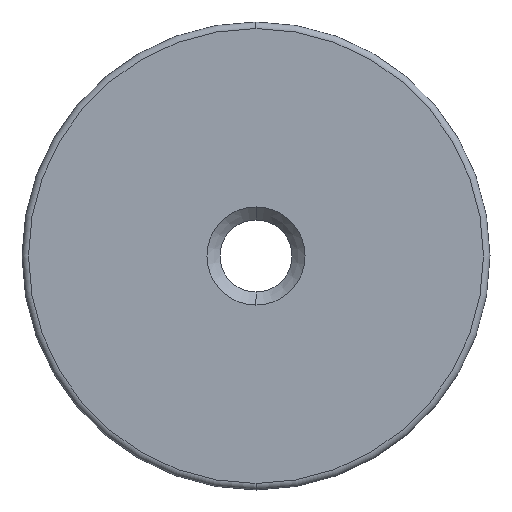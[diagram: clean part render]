
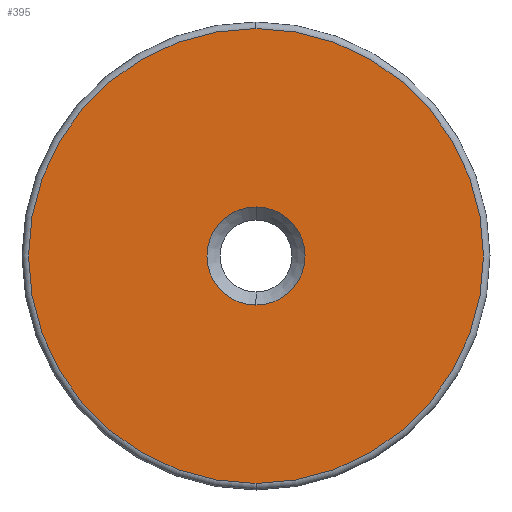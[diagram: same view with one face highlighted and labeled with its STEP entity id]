
A CAD part, left-side view. The second image highlights one B-rep face of the part: STEP entity #395.
In plain terms, the highlighted planar face has unit normal (-1, 0, 0).
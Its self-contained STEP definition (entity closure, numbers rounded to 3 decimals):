
#17 = VERTEX_POINT ( 'NONE', #287 ) ;
#18 = DIRECTION ( 'NONE',  ( 0., 0., 1. ) ) ;
#37 = ORIENTED_EDGE ( 'NONE', *, *, #213, .T. ) ;
#48 = DIRECTION ( 'NONE',  ( 0., 0., -1. ) ) ;
#52 = CIRCLE ( 'NONE', #194, 7.5 ) ;
#70 = CARTESIAN_POINT ( 'NONE',  ( -25., 0., 5.5 ) ) ;
#87 = DIRECTION ( 'NONE',  ( 1., 0., 0. ) ) ;
#95 = VERTEX_POINT ( 'NONE', #158 ) ;
#103 = CIRCLE ( 'NONE', #385, 7.5 ) ;
#117 = AXIS2_PLACEMENT_3D ( 'NONE', #70, #348, #311 ) ;
#127 = DIRECTION ( 'NONE',  ( 0., 0., -1. ) ) ;
#133 = PLANE ( 'NONE',  #320 ) ;
#136 = VERTEX_POINT ( 'NONE', #497 ) ;
#138 = DIRECTION ( 'NONE',  ( -1., 0., 0. ) ) ;
#158 = CARTESIAN_POINT ( 'NONE',  ( -25., 0., 13. ) ) ;
#162 = DIRECTION ( 'NONE',  ( 1., 0., 0. ) ) ;
#180 = DIRECTION ( 'NONE',  ( 0., 0., -1. ) ) ;
#194 = AXIS2_PLACEMENT_3D ( 'NONE', #496, #162, #127 ) ;
#210 = ORIENTED_EDGE ( 'NONE', *, *, #372, .F. ) ;
#213 = EDGE_CURVE ( 'NONE', #136, #95, #52, .T. ) ;
#222 = CIRCLE ( 'NONE', #340, 34.764 ) ;
#224 = EDGE_CURVE ( 'NONE', #425, #17, #222, .T. ) ;
#245 = CARTESIAN_POINT ( 'NONE',  ( -25., 0., -2. ) ) ;
#248 = CARTESIAN_POINT ( 'NONE',  ( -25., 0., 5.5 ) ) ;
#256 = CIRCLE ( 'NONE', #117, 34.764 ) ;
#283 = CARTESIAN_POINT ( 'NONE',  ( -25., 0., -29.264 ) ) ;
#287 = CARTESIAN_POINT ( 'NONE',  ( -25., 0., 40.264 ) ) ;
#289 = EDGE_LOOP ( 'NONE', ( #359, #210 ) ) ;
#296 = FACE_BOUND ( 'NONE', #387, .T. ) ;
#311 = DIRECTION ( 'NONE',  ( 0., 0., -1. ) ) ;
#320 = AXIS2_PLACEMENT_3D ( 'NONE', #245, #138, #18 ) ;
#328 = DIRECTION ( 'NONE',  ( 1., 0., 0. ) ) ;
#330 = ORIENTED_EDGE ( 'NONE', *, *, #408, .T. ) ;
#340 = AXIS2_PLACEMENT_3D ( 'NONE', #475, #328, #180 ) ;
#348 = DIRECTION ( 'NONE',  ( 1., 0., 0. ) ) ;
#359 = ORIENTED_EDGE ( 'NONE', *, *, #224, .F. ) ;
#372 = EDGE_CURVE ( 'NONE', #17, #425, #256, .T. ) ;
#385 = AXIS2_PLACEMENT_3D ( 'NONE', #248, #87, #48 ) ;
#387 = EDGE_LOOP ( 'NONE', ( #330, #37 ) ) ;
#395 = ADVANCED_FACE ( 'NONE', ( #296, #481 ), #133, .T. ) ;
#408 = EDGE_CURVE ( 'NONE', #95, #136, #103, .T. ) ;
#425 = VERTEX_POINT ( 'NONE', #283 ) ;
#475 = CARTESIAN_POINT ( 'NONE',  ( -25., 0., 5.5 ) ) ;
#481 = FACE_OUTER_BOUND ( 'NONE', #289, .T. ) ;
#496 = CARTESIAN_POINT ( 'NONE',  ( -25., 0., 5.5 ) ) ;
#497 = CARTESIAN_POINT ( 'NONE',  ( -25., 0., -2. ) ) ;
